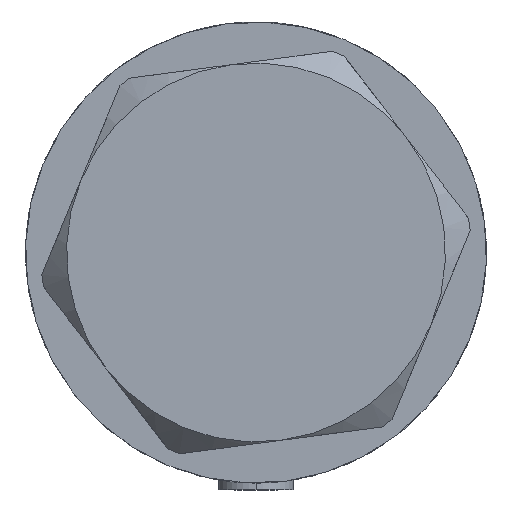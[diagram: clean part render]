
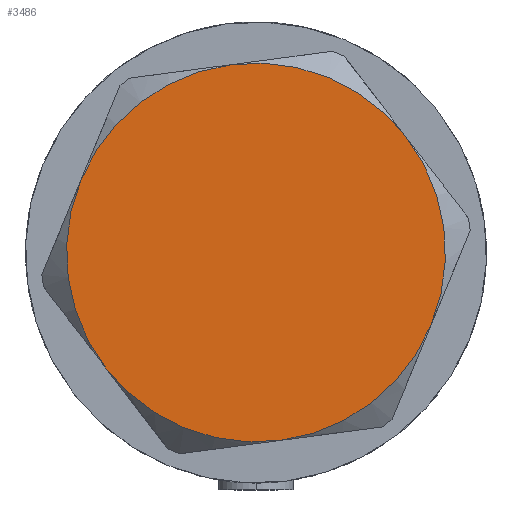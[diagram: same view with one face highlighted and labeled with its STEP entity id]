
A CAD part, left-side view. The second image highlights one B-rep face of the part: STEP entity #3486.
In plain terms, the highlighted face is planar.
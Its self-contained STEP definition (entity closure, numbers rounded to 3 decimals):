
#50 = AXIS2_PLACEMENT_3D ( 'NONE', #2844, #3672, #4362 ) ;
#164 = DIRECTION ( 'NONE',  ( 0., 0., 1. ) ) ;
#201 = CIRCLE ( 'NONE', #50, 30. ) ;
#230 = EDGE_CURVE ( 'NONE', #477, #4361, #2354, .T. ) ;
#433 = AXIS2_PLACEMENT_3D ( 'NONE', #2263, #3766, #2650 ) ;
#472 = DIRECTION ( 'NONE',  ( 1., 0., 0. ) ) ;
#477 = VERTEX_POINT ( 'NONE', #2077 ) ;
#516 = CARTESIAN_POINT ( 'NONE',  ( 0., 0., 14.5 ) ) ;
#673 = CARTESIAN_POINT ( 'NONE',  ( -15., 25.981, 14.5 ) ) ;
#733 = VERTEX_POINT ( 'NONE', #4170 ) ;
#863 = CARTESIAN_POINT ( 'NONE',  ( 15., 25.981, 14.5 ) ) ;
#986 = CIRCLE ( 'NONE', #4080, 30. ) ;
#1041 = DIRECTION ( 'NONE',  ( 0., 0., 1. ) ) ;
#1142 = EDGE_CURVE ( 'NONE', #733, #3433, #201, .T. ) ;
#1189 = EDGE_CURVE ( 'NONE', #3433, #4111, #986, .T. ) ;
#1243 = EDGE_CURVE ( 'NONE', #4111, #477, #4006, .T. ) ;
#1310 = CIRCLE ( 'NONE', #4612, 30. ) ;
#1393 = CARTESIAN_POINT ( 'NONE',  ( 0., 0., 14.5 ) ) ;
#1520 = DIRECTION ( 'NONE',  ( 0., 0., 1. ) ) ;
#1540 = CARTESIAN_POINT ( 'NONE',  ( 0., 0., 14.5 ) ) ;
#1596 = AXIS2_PLACEMENT_3D ( 'NONE', #1393, #1758, #3721 ) ;
#1713 = ORIENTED_EDGE ( 'NONE', *, *, #1998, .T. ) ;
#1758 = DIRECTION ( 'NONE',  ( 0., 0., 1. ) ) ;
#1836 = CARTESIAN_POINT ( 'NONE',  ( 15., -25.981, 14.5 ) ) ;
#1865 = ORIENTED_EDGE ( 'NONE', *, *, #1243, .T. ) ;
#1940 = DIRECTION ( 'NONE',  ( 0., 0., 1. ) ) ;
#1998 = EDGE_CURVE ( 'NONE', #4361, #4643, #3535, .T. ) ;
#2077 = CARTESIAN_POINT ( 'NONE',  ( -30., 0., 14.5 ) ) ;
#2263 = CARTESIAN_POINT ( 'NONE',  ( 0., 0., 14.5 ) ) ;
#2322 = ORIENTED_EDGE ( 'NONE', *, *, #230, .T. ) ;
#2354 = CIRCLE ( 'NONE', #3118, 30. ) ;
#2650 = DIRECTION ( 'NONE',  ( 1., 0., 0. ) ) ;
#2828 = EDGE_LOOP ( 'NONE', ( #3823, #3240, #4528, #1865, #2322, #1713 ) ) ;
#2844 = CARTESIAN_POINT ( 'NONE',  ( 0., 0., 14.5 ) ) ;
#2882 = EDGE_CURVE ( 'NONE', #4643, #733, #1310, .T. ) ;
#3084 = FACE_OUTER_BOUND ( 'NONE', #2828, .T. ) ;
#3118 = AXIS2_PLACEMENT_3D ( 'NONE', #516, #164, #3440 ) ;
#3240 = ORIENTED_EDGE ( 'NONE', *, *, #1142, .T. ) ;
#3293 = DIRECTION ( 'NONE',  ( 1., 0., 0. ) ) ;
#3433 = VERTEX_POINT ( 'NONE', #863 ) ;
#3440 = DIRECTION ( 'NONE',  ( 1., 0., 0. ) ) ;
#3486 = ADVANCED_FACE ( 'NONE', ( #3084 ), #4471, .T. ) ;
#3535 = CIRCLE ( 'NONE', #1596, 30. ) ;
#3590 = CARTESIAN_POINT ( 'NONE',  ( -15., -25.981, 14.5 ) ) ;
#3672 = DIRECTION ( 'NONE',  ( 0., 0., 1. ) ) ;
#3721 = DIRECTION ( 'NONE',  ( 1., 0., 0. ) ) ;
#3766 = DIRECTION ( 'NONE',  ( 0., 0., 1. ) ) ;
#3823 = ORIENTED_EDGE ( 'NONE', *, *, #2882, .T. ) ;
#4006 = CIRCLE ( 'NONE', #4382, 30. ) ;
#4080 = AXIS2_PLACEMENT_3D ( 'NONE', #1540, #1940, #472 ) ;
#4111 = VERTEX_POINT ( 'NONE', #673 ) ;
#4138 = DIRECTION ( 'NONE',  ( 1., 0., 0. ) ) ;
#4170 = CARTESIAN_POINT ( 'NONE',  ( 30., 0., 14.5 ) ) ;
#4348 = CARTESIAN_POINT ( 'NONE',  ( 0., 0., 14.5 ) ) ;
#4361 = VERTEX_POINT ( 'NONE', #3590 ) ;
#4362 = DIRECTION ( 'NONE',  ( 1., 0., 0. ) ) ;
#4382 = AXIS2_PLACEMENT_3D ( 'NONE', #4427, #1520, #4138 ) ;
#4427 = CARTESIAN_POINT ( 'NONE',  ( 0., 0., 14.5 ) ) ;
#4471 = PLANE ( 'NONE',  #433 ) ;
#4528 = ORIENTED_EDGE ( 'NONE', *, *, #1189, .T. ) ;
#4612 = AXIS2_PLACEMENT_3D ( 'NONE', #4348, #1041, #3293 ) ;
#4643 = VERTEX_POINT ( 'NONE', #1836 ) ;
